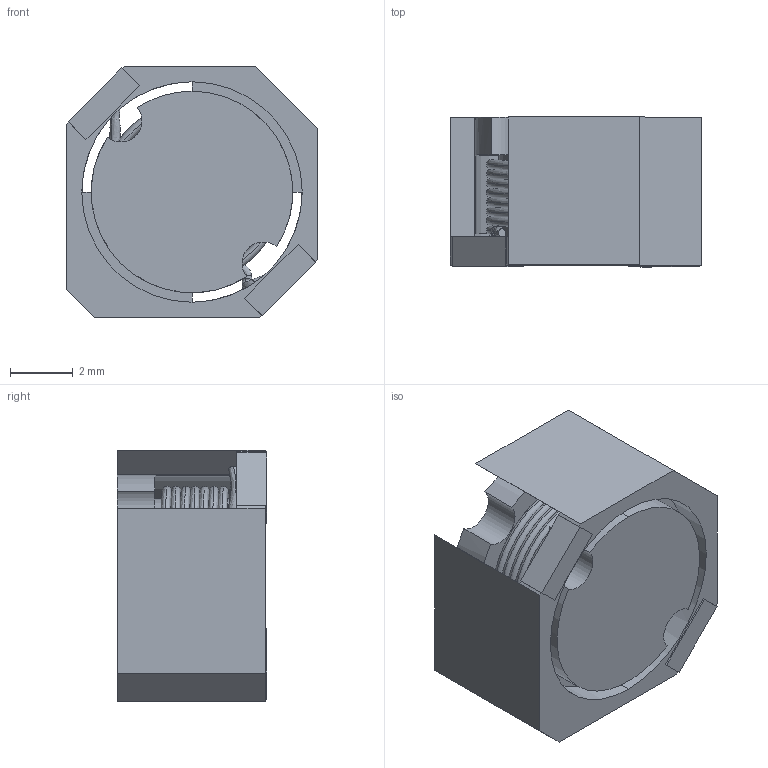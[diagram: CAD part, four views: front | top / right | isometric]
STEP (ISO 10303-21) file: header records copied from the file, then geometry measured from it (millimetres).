
FILE_DESCRIPTION (( 'STEP AP214' ), '1' );
FILE_NAME ('User Library-ELL8.STEP', '2018-03-15T16:13:06', ( '' ), ( '' ), 'SwSTEP 2.0', 'SolidWorks 2018', '' );
FILE_SCHEMA (( 'AUTOMOTIVE_DESIGN' ));
Length unit declared in the file: millimetre
Products named in the file (1): User Library-ELL8
Bounding box: 8 x 4.75 x 8 mm (x, y, z)
Volume: 205.9 mm3; surface area: 550.5 mm2
Topology: 1 solids, 1 shells, 165 faces, 422 edges, 264 vertices
Faces by surface type: plane 100, bspline 47, cylinder 18
Entity records: 11074 total; most frequent: CARTESIAN_POINT 5866, ORIENTED_EDGE 844, DIRECTION 623, EDGE_CURVE 422, VERTEX_POINT 264, VECTOR 253, LINE 253, AXIS2_PLACEMENT_3D 185
